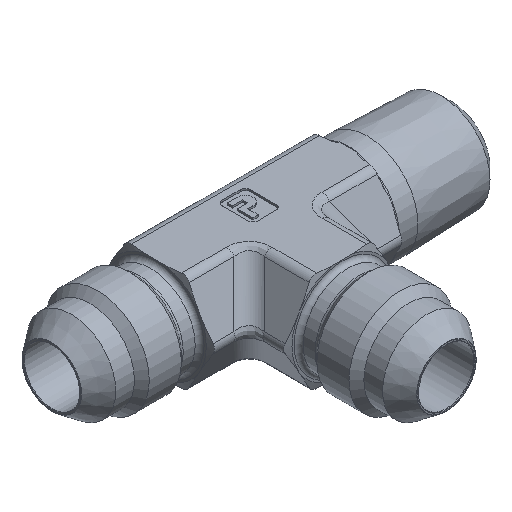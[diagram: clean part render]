
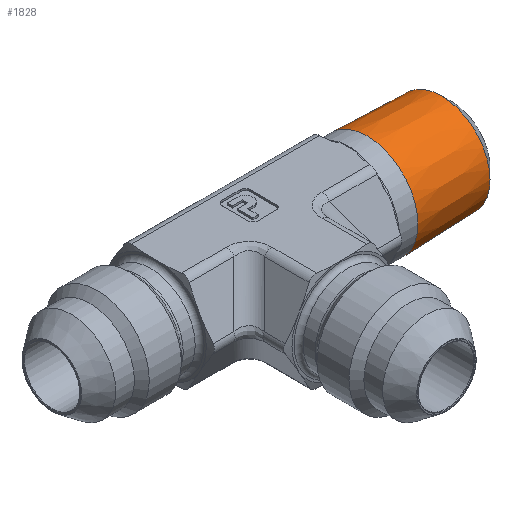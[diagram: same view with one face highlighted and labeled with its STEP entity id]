
A CAD part, isometric view. The second image highlights one B-rep face of the part: STEP entity #1828.
In plain terms, the highlighted conical face has half-angle 1.79 degrees and reference radius 6.777 mm.
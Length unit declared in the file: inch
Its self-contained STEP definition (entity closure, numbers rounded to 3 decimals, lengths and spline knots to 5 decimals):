
#413=FACE_BOUND('',#631,.T.);
#485=FACE_OUTER_BOUND('',#630,.T.);
#630=EDGE_LOOP('',(#1494));
#631=EDGE_LOOP('',(#1495));
#739=CIRCLE('',#1983,0.27304);
#756=CIRCLE('',#2014,0.26057);
#889=VERTEX_POINT('',#3153);
#907=VERTEX_POINT('',#3308);
#1092=EDGE_CURVE('',#889,#889,#739,.T.);
#1127=EDGE_CURVE('',#907,#907,#756,.T.);
#1494=ORIENTED_EDGE('',*,*,#1092,.T.);
#1495=ORIENTED_EDGE('',*,*,#1127,.F.);
#1761=CONICAL_SURFACE('',#2016,0.2668,1.79);
#1828=ADVANCED_FACE('',(#485,#413),#1761,.T.);
#1983=AXIS2_PLACEMENT_3D('',#3154,#2331,#2332);
#2014=AXIS2_PLACEMENT_3D('',#3309,#2399,#2400);
#2016=AXIS2_PLACEMENT_3D('',#3312,#2403,#2404);
#2331=DIRECTION('center_axis',(1.,0.,0.));
#2332=DIRECTION('ref_axis',(0.,1.,0.));
#2399=DIRECTION('center_axis',(1.,0.,0.));
#2400=DIRECTION('ref_axis',(0.,1.,0.));
#2403=DIRECTION('center_axis',(-1.,0.,0.));
#2404=DIRECTION('ref_axis',(0.,1.,0.));
#3153=CARTESIAN_POINT('',(0.63266,0.27304,0.));
#3154=CARTESIAN_POINT('Origin',(0.63266,0.,0.));
#3308=CARTESIAN_POINT('',(1.03193,0.26057,0.));
#3309=CARTESIAN_POINT('Origin',(1.03193,0.,0.));
#3312=CARTESIAN_POINT('Origin',(0.8323,0.,
0.));
